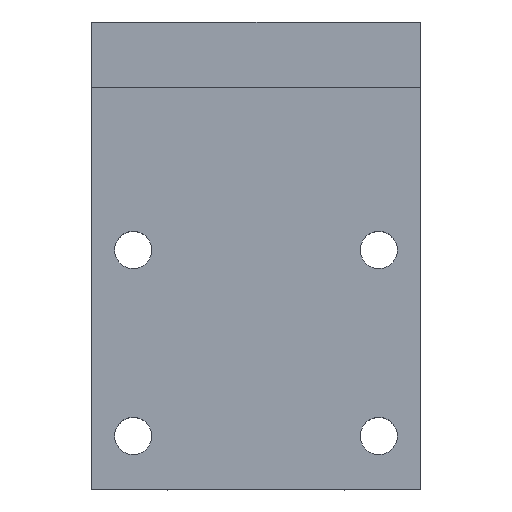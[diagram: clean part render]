
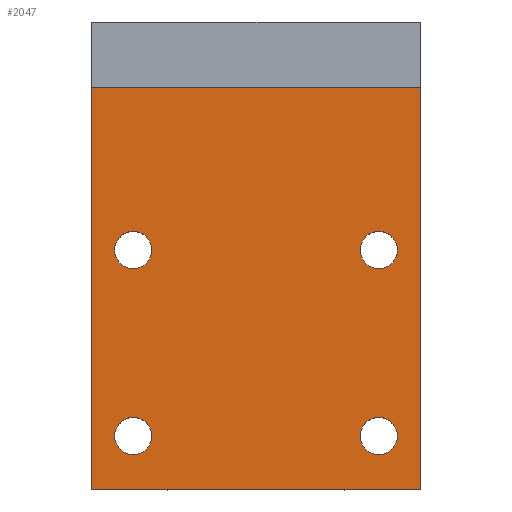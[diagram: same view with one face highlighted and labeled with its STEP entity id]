
A CAD part, top view. The second image highlights one B-rep face of the part: STEP entity #2047.
In plain terms, the highlighted planar face has unit normal (0, 0, 1).
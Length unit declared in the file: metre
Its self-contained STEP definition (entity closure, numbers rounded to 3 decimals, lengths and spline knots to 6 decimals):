
#95=CIRCLE('',#2176,0.0017);
#96=CIRCLE('',#2178,0.0017);
#101=CIRCLE('',#2193,0.0017);
#102=CIRCLE('',#2194,0.0017);
#289=ORIENTED_EDGE('',*,*,#865,.F.);
#290=ORIENTED_EDGE('',*,*,#835,.F.);
#291=ORIENTED_EDGE('',*,*,#866,.T.);
#292=ORIENTED_EDGE('',*,*,#867,.T.);
#293=ORIENTED_EDGE('',*,*,#830,.T.);
#294=ORIENTED_EDGE('',*,*,#829,.T.);
#295=ORIENTED_EDGE('',*,*,#868,.F.);
#296=ORIENTED_EDGE('',*,*,#869,.F.);
#829=EDGE_CURVE('',#1126,#1126,#95,.F.);
#830=EDGE_CURVE('',#1127,#1127,#96,.F.);
#835=EDGE_CURVE('',#1130,#1131,#1323,.T.);
#865=EDGE_CURVE('',#1131,#1151,#1349,.T.);
#866=EDGE_CURVE('',#1130,#1152,#1350,.T.);
#867=EDGE_CURVE('',#1152,#1151,#1351,.T.);
#868=EDGE_CURVE('',#1153,#1153,#101,.F.);
#869=EDGE_CURVE('',#1154,#1154,#102,.F.);
#1126=VERTEX_POINT('',#2937);
#1127=VERTEX_POINT('',#2940);
#1130=VERTEX_POINT('',#2948);
#1131=VERTEX_POINT('',#2950);
#1151=VERTEX_POINT('',#3009);
#1152=VERTEX_POINT('',#3011);
#1153=VERTEX_POINT('',#3014);
#1154=VERTEX_POINT('',#3016);
#1323=LINE('',#2949,#1531);
#1349=LINE('',#3008,#1557);
#1350=LINE('',#3010,#1558);
#1351=LINE('',#3012,#1559);
#1531=VECTOR('',#2401,1.);
#1557=VECTOR('',#2453,1.);
#1558=VECTOR('',#2454,1.);
#1559=VECTOR('',#2455,1.);
#1725=EDGE_LOOP('',(#289,#290,#291,#292));
#1726=EDGE_LOOP('',(#293));
#1727=EDGE_LOOP('',(#294));
#1728=EDGE_LOOP('',(#295));
#1729=EDGE_LOOP('',(#296));
#1855=FACE_BOUND('',#1725,.T.);
#1856=FACE_BOUND('',#1726,.T.);
#1857=FACE_BOUND('',#1727,.T.);
#1858=FACE_BOUND('',#1728,.T.);
#1859=FACE_BOUND('',#1729,.T.);
#1970=PLANE('',#2192);
#2047=ADVANCED_FACE('',(#1855,#1856,#1857,#1858,#1859),#1970,.T.);
#2176=AXIS2_PLACEMENT_3D('',#2936,#2389,#2390);
#2178=AXIS2_PLACEMENT_3D('',#2939,#2393,#2394);
#2192=AXIS2_PLACEMENT_3D('',#3007,#2451,#2452);
#2193=AXIS2_PLACEMENT_3D('',#3013,#2456,#2457);
#2194=AXIS2_PLACEMENT_3D('',#3015,#2458,#2459);
#2389=DIRECTION('',(0.,0.,1.));
#2390=DIRECTION('',(0.,-1.,0.));
#2393=DIRECTION('',(0.,0.,1.));
#2394=DIRECTION('',(0.,-1.,0.));
#2401=DIRECTION('',(0.,-1.,0.));
#2451=DIRECTION('',(0.,0.,1.));
#2452=DIRECTION('',(-1.,0.,0.));
#2453=DIRECTION('',(-1.,0.,0.));
#2454=DIRECTION('',(-1.,0.,0.));
#2455=DIRECTION('',(0.,-1.,0.));
#2456=DIRECTION('',(0.,0.,-1.));
#2457=DIRECTION('',(0.,-1.,0.));
#2458=DIRECTION('',(0.,0.,-1.));
#2459=DIRECTION('',(0.,-1.,0.));
#2936=CARTESIAN_POINT('',(0.011225,-0.04515,-0.031999));
#2937=CARTESIAN_POINT('',(0.011225,-0.04685,-0.031999));
#2939=CARTESIAN_POINT('',(0.011225,-0.06215,-0.031999));
#2940=CARTESIAN_POINT('',(0.011225,-0.06385,-0.031999));
#2948=CARTESIAN_POINT('',(0.015,-0.0303,-0.031999));
#2949=CARTESIAN_POINT('',(0.015,-0.041053,-0.031999));
#2950=CARTESIAN_POINT('',(0.015,-0.067053,-0.031999));
#3007=CARTESIAN_POINT('',(0.,-0.041053,-0.031999));
#3008=CARTESIAN_POINT('',(0.,-0.067053,-0.031999));
#3009=CARTESIAN_POINT('',(-0.015,-0.067053,-0.031999));
#3010=CARTESIAN_POINT('',(-0.0193,-0.0303,-0.031999));
#3011=CARTESIAN_POINT('',(-0.015,-0.0303,-0.031999));
#3012=CARTESIAN_POINT('',(-0.015,-0.041053,-0.031999));
#3013=CARTESIAN_POINT('',(-0.011225,-0.06215,-0.031999));
#3014=CARTESIAN_POINT('',(-0.011225,-0.06385,-0.031999));
#3015=CARTESIAN_POINT('',(-0.011225,-0.04515,-0.031999));
#3016=CARTESIAN_POINT('',(-0.011225,-0.04685,-0.031999));
